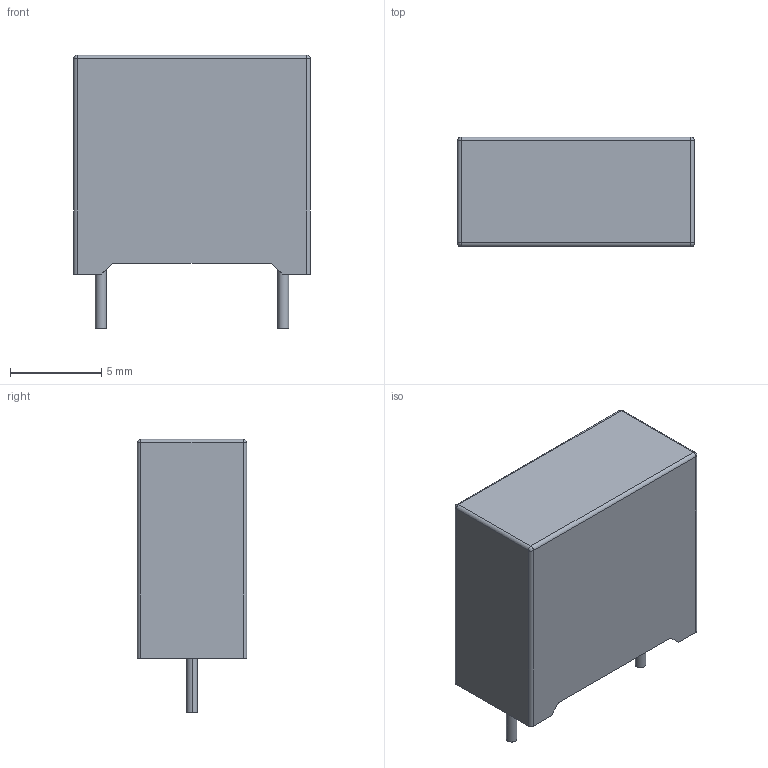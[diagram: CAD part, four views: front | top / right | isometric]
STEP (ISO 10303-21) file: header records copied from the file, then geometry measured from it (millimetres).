
FILE_DESCRIPTION (( 'STEP AP214' ), '1' );
FILE_NAME ('User Library-X2.STEP', '2018-12-06T06:45:42', ( '' ), ( '' ), 'SwSTEP 2.0', 'SolidWorks 2018', '' );
FILE_SCHEMA (( 'AUTOMOTIVE_DESIGN' ));
Length unit declared in the file: millimetre
Products named in the file (1): User Library-X2
Bounding box: 13 x 6 x 15 mm (x, y, z)
Volume: 876.2 mm3; surface area: 625.3 mm2
Topology: 3 solids, 3 shells, 44 faces, 102 edges, 60 vertices
Faces by surface type: plane 24, cylinder 16, sphere 4
Entity records: 1393 total; most frequent: CARTESIAN_POINT 227, DIRECTION 204, ORIENTED_EDGE 196, EDGE_CURVE 98, AXIS2_PLACEMENT_3D 69, LINE 66, VECTOR 66, VERTEX_POINT 60
